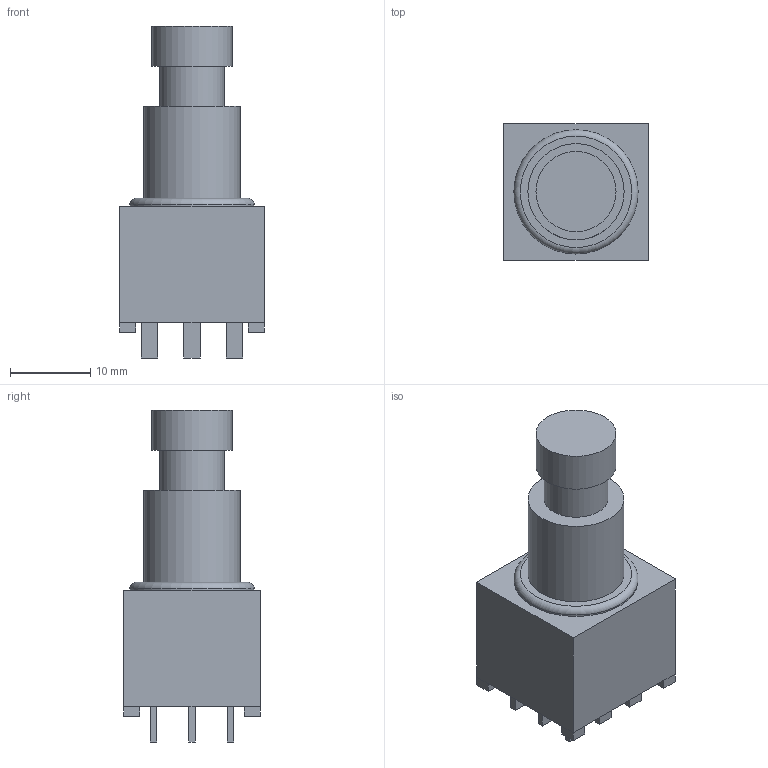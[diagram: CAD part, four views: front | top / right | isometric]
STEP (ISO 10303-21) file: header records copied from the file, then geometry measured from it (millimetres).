
FILE_DESCRIPTION(('FreeCAD Model'),'2;1');
FILE_NAME('Open CASCADE Shape Model','2022-01-15T00:19:12',( 'kicad StepUp'),('ksu MCAD'),'Open CASCADE STEP processor 7.5', 'FreeCAD','Unknown');
FILE_SCHEMA(('AUTOMOTIVE_DESIGN { 1 0 10303 214 1 1 1 1 }'));
Length unit declared in the file: millimetre
Products named in the file (1): Assembly
Bounding box: 18 x 17 x 41.4 mm (x, y, z)
Volume: 6642.4 mm3; surface area: 2687.7 mm2
Topology: 1 solids, 1 shells, 80 faces, 182 edges, 117 vertices
Faces by surface type: plane 75, cylinder 4, torus 1
Full cylindrical faces by diameter (mm): 8 x1, 10 x1, 12 x1, 15.5 x1
Entity records: 4962 total; most frequent: CARTESIAN_POINT 750, DIRECTION 717, LINE 528, VECTOR 528, ORIENTED_EDGE 364, PCURVE 364, DEFINITIONAL_REPRESENTATION 364, EDGE_CURVE 182
